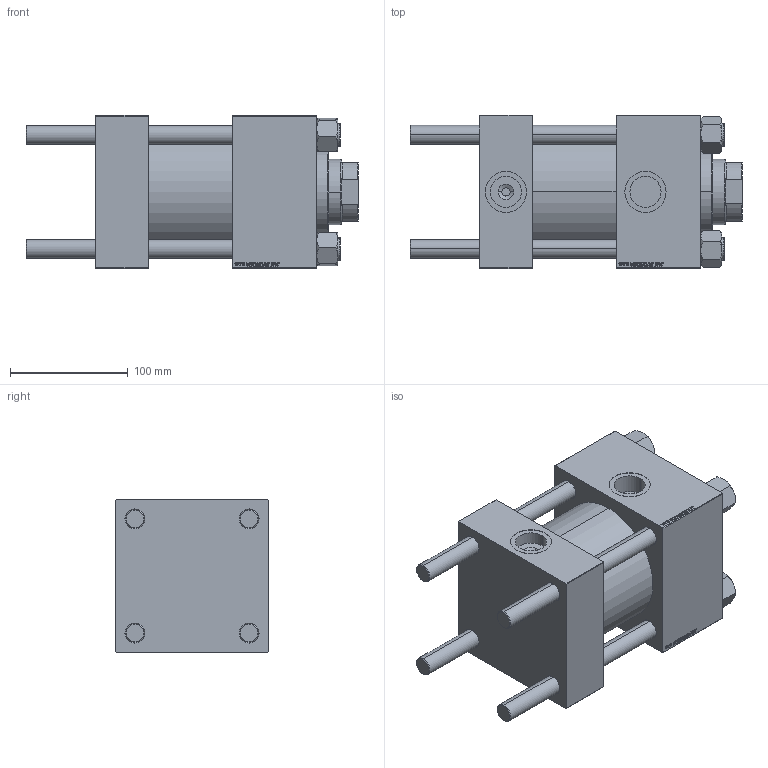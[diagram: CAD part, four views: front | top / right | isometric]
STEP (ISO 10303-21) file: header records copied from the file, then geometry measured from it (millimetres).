
FILE_DESCRIPTION (( 'STEP AP203' ), '1' );
FILE_NAME ('9763.STEP', '2022-04-16T12:50:45', ( '' ), ( '' ), 'SwSTEP 2.0', 'SolidWorks 2019', '' );
FILE_SCHEMA (( 'CONFIG_CONTROL_DESIGN' ));
Length unit declared in the file: millimetre
Products named in the file (6): V215CR_VCP df585ce962834782e58248f74f46578a; CR025_012_A_0_G_A_G_M_020_+#_##_TYCINKA df585ce962834782e58248f74f46578a; V215_VC_A df585ce962834782e58248f74f46578a; NUT_M5 df585ce962834782e58248f74f46578a; 9763; V215CR_BODY_A df585ce962834782e58248f74f46578a
Assembly tree (11 placements, depth 2):
  9763
    V215CR_BODY_A df585ce962834782e58248f74f46578a
    CR025_012_A_0_G_A_G_M_020_+#_##_TYCINKA df585ce962834782e58248f74f46578a  x4
    NUT_M5 df585ce962834782e58248f74f46578a  x4
    V215CR_VCP df585ce962834782e58248f74f46578a
    V215_VC_A df585ce962834782e58248f74f46578a
Bounding box: 282 x 130 x 130 mm (x, y, z)
Volume: 2554759.1 mm3; surface area: 360672 mm2
Topology: 11 solids, 11 shells, 1188 faces, 3018 edges, 1967 vertices
Faces by surface type: plane 570, bspline 392, cone 136, cylinder 82, torus 8
Entity records: 50462 total; most frequent: CARTESIAN_POINT 27118, ORIENTED_EDGE 5300, DIRECTION 3346, EDGE_CURVE 2650, VERTEX_POINT 1745, VECTOR 1608, LINE 1608, EDGE_LOOP 1163
